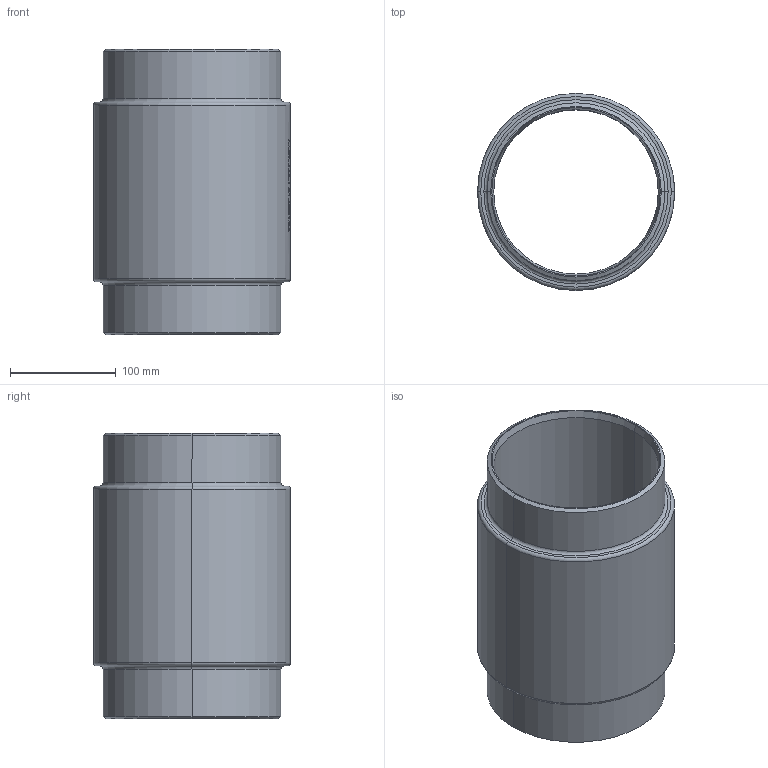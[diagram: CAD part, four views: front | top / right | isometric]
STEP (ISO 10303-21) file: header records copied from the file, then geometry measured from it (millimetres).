
FILE_DESCRIPTION (( 'STEP AP214' ), '1' );
FILE_NAME ('7110000_DN150_ PN06 51420125.STEP', '2022-03-18T10:49:37', ( 'axxx' ), ( 'Hewlett-Packard Company' ), 'SwSTEP 2.0', 'SolidWorks 2019', '' );
FILE_SCHEMA (( 'AUTOMOTIVE_DESIGN' ));
Length unit declared in the file: millimetre
Products named in the file (1): 7110000_DN150_ PN06 51420125
Bounding box: 186.2 x 186.2 x 270 mm (x, y, z)
Volume: 1701030.4 mm3; surface area: 300370.7 mm2
Topology: 1 solids, 1 shells, 500 faces, 1289 edges, 854 vertices
Faces by surface type: plane 247, bspline 210, cylinder 27, torus 8, cone 8
Entity records: 28048 total; most frequent: CARTESIAN_POINT 17294, ORIENTED_EDGE 2578, DIRECTION 1508, EDGE_CURVE 1289, VERTEX_POINT 854, VECTOR 720, LINE 720, EDGE_LOOP 565
